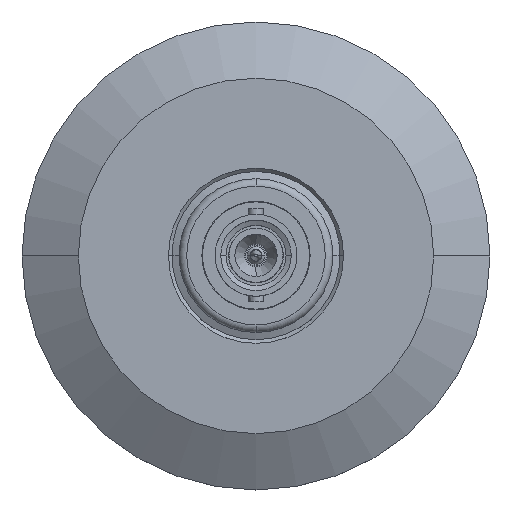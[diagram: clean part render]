
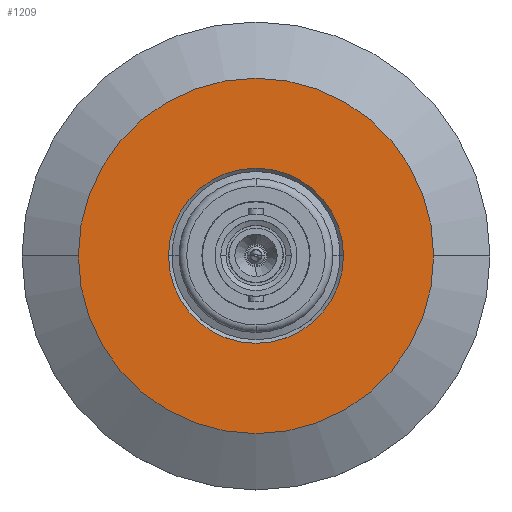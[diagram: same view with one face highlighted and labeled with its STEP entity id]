
A CAD part, top view. The second image highlights one B-rep face of the part: STEP entity #1209.
In plain terms, the highlighted planar face has unit normal (0, 0, 1).
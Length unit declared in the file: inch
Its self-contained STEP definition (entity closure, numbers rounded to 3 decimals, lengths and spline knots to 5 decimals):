
#191 = CARTESIAN_POINT ( 'NONE',  ( 0., -0.3125, 0.2 ) ) ;
#256 = VERTEX_POINT ( 'NONE', #2676 ) ;
#338 = VERTEX_POINT ( 'NONE', #4499 ) ;
#570 = PLANE ( 'NONE',  #2340 ) ;
#657 = AXIS2_PLACEMENT_3D ( 'NONE', #1193, #3696, #1554 ) ;
#869 = AXIS2_PLACEMENT_3D ( 'NONE', #3371, #1224, #3737 ) ;
#1193 = CARTESIAN_POINT ( 'NONE',  ( 0., 0., 0.2 ) ) ;
#1209 = ADVANCED_FACE ( 'NONE', ( #1698, #1587 ), #570, .T. ) ;
#1218 = AXIS2_PLACEMENT_3D ( 'NONE', #1711, #4213, #2063 ) ;
#1224 = DIRECTION ( 'NONE',  ( 0., 0., 1. ) ) ;
#1241 = CIRCLE ( 'NONE', #1218, 0.82019 ) ;
#1297 = DIRECTION ( 'NONE',  ( 0., 0., 1. ) ) ;
#1502 = DIRECTION ( 'NONE',  ( 0., 0., -1. ) ) ;
#1554 = DIRECTION ( 'NONE',  ( 0., -1., 0. ) ) ;
#1587 = FACE_BOUND ( 'NONE', #2853, .T. ) ;
#1698 = FACE_OUTER_BOUND ( 'NONE', #4593, .T. ) ;
#1711 = CARTESIAN_POINT ( 'NONE',  ( 0., 0., 0.2 ) ) ;
#1865 = EDGE_CURVE ( 'NONE', #256, #2486, #3335, .T. ) ;
#1915 = CIRCLE ( 'NONE', #657, 0.3125 ) ;
#1935 = VERTEX_POINT ( 'NONE', #191 ) ;
#2063 = DIRECTION ( 'NONE',  ( -1., 0., 0. ) ) ;
#2340 = AXIS2_PLACEMENT_3D ( 'NONE', #3443, #1297, #3797 ) ;
#2374 = CIRCLE ( 'NONE', #4053, 0.3125 ) ;
#2380 = EDGE_CURVE ( 'NONE', #1935, #338, #2374, .T. ) ;
#2486 = VERTEX_POINT ( 'NONE', #4511 ) ;
#2676 = CARTESIAN_POINT ( 'NONE',  ( -0.82019, 0., 0.2 ) ) ;
#2853 = EDGE_LOOP ( 'NONE', ( #3936, #4561 ) ) ;
#2872 = EDGE_CURVE ( 'NONE', #338, #1935, #1915, .T. ) ;
#2945 = ORIENTED_EDGE ( 'NONE', *, *, #1865, .T. ) ;
#3335 = CIRCLE ( 'NONE', #869, 0.82019 ) ;
#3371 = CARTESIAN_POINT ( 'NONE',  ( 0., 0., 0.2 ) ) ;
#3443 = CARTESIAN_POINT ( 'NONE',  ( 0., 0., 0.2 ) ) ;
#3649 = CARTESIAN_POINT ( 'NONE',  ( 0., 0., 0.2 ) ) ;
#3696 = DIRECTION ( 'NONE',  ( 0., 0., -1. ) ) ;
#3737 = DIRECTION ( 'NONE',  ( -1., 0., 0. ) ) ;
#3797 = DIRECTION ( 'NONE',  ( 1., 0., 0. ) ) ;
#3936 = ORIENTED_EDGE ( 'NONE', *, *, #2380, .T. ) ;
#4010 = DIRECTION ( 'NONE',  ( 0., -1., 0. ) ) ;
#4036 = ORIENTED_EDGE ( 'NONE', *, *, #4173, .T. ) ;
#4053 = AXIS2_PLACEMENT_3D ( 'NONE', #3649, #1502, #4010 ) ;
#4173 = EDGE_CURVE ( 'NONE', #2486, #256, #1241, .T. ) ;
#4213 = DIRECTION ( 'NONE',  ( 0., 0., 1. ) ) ;
#4499 = CARTESIAN_POINT ( 'NONE',  ( 0., 0.3125, 0.2 ) ) ;
#4511 = CARTESIAN_POINT ( 'NONE',  ( 0.82019, 0., 0.2 ) ) ;
#4561 = ORIENTED_EDGE ( 'NONE', *, *, #2872, .T. ) ;
#4593 = EDGE_LOOP ( 'NONE', ( #2945, #4036 ) ) ;
